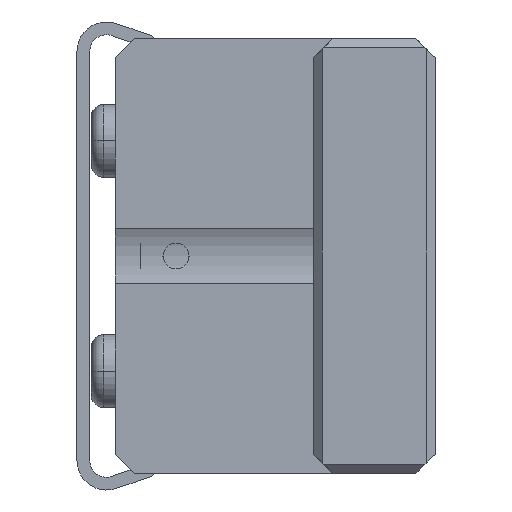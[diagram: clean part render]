
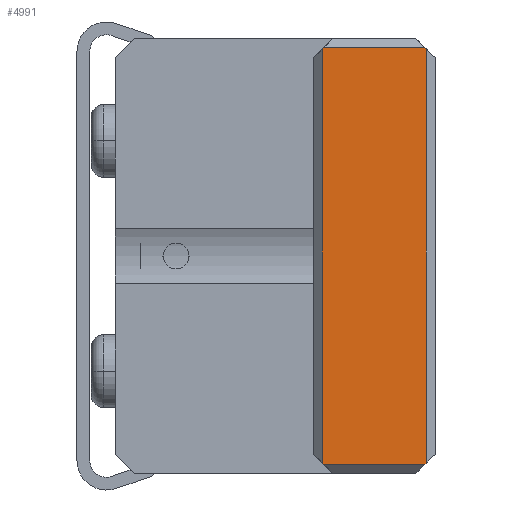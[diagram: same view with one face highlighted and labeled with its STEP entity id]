
A CAD part, left-side view. The second image highlights one B-rep face of the part: STEP entity #4991.
In plain terms, the highlighted planar face has unit normal (-1, 0, 0).
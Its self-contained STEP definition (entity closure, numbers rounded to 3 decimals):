
#35 = CARTESIAN_POINT ( 'NONE',  ( 0., 0.75, -16.25 ) ) ;
#158 = FACE_OUTER_BOUND ( 'NONE', #2822, .T. ) ;
#281 = CARTESIAN_POINT ( 'NONE',  ( 0., 8.8, 0. ) ) ;
#472 = CARTESIAN_POINT ( 'NONE',  ( 0., 0.7, 16.2 ) ) ;
#556 = ORIENTED_EDGE ( 'NONE', *, *, #2760, .F. ) ;
#685 = DIRECTION ( 'NONE',  ( 0., -1., 0. ) ) ;
#724 = CARTESIAN_POINT ( 'NONE',  ( 0., 8.8, -16.2 ) ) ;
#1103 = PLANE ( 'NONE',  #2099 ) ;
#1113 = DIRECTION ( 'NONE',  ( 0., 0., -1. ) ) ;
#1157 = DIRECTION ( 'NONE',  ( 0., 0.707, 0.707 ) ) ;
#1197 = CARTESIAN_POINT ( 'NONE',  ( 0., 0.75, 16.25 ) ) ;
#1209 = VECTOR ( 'NONE', #3577, 1000. ) ;
#1308 = VECTOR ( 'NONE', #2788, 1000. ) ;
#1659 = CARTESIAN_POINT ( 'NONE',  ( 0., 8.8, 16.3 ) ) ;
#1734 = DIRECTION ( 'NONE',  ( 0., 0.707, -0.707 ) ) ;
#1823 = EDGE_CURVE ( 'NONE', #3562, #2841, #2678, .T. ) ;
#1868 = VECTOR ( 'NONE', #4547, 1000. ) ;
#1877 = EDGE_CURVE ( 'NONE', #5939, #5339, #3961, .T. ) ;
#1912 = LINE ( 'NONE', #281, #1868 ) ;
#2017 = CARTESIAN_POINT ( 'NONE',  ( 0., 0.8, 16.3 ) ) ;
#2099 = AXIS2_PLACEMENT_3D ( 'NONE', #1659, #2212, #685 ) ;
#2131 = VERTEX_POINT ( 'NONE', #2462 ) ;
#2150 = DIRECTION ( 'NONE',  ( 0., -0.707, 0.707 ) ) ;
#2212 = DIRECTION ( 'NONE',  ( 1., 0., 0. ) ) ;
#2222 = LINE ( 'NONE', #4330, #2581 ) ;
#2234 = VERTEX_POINT ( 'NONE', #724 ) ;
#2312 = LINE ( 'NONE', #1197, #1308 ) ;
#2434 = CARTESIAN_POINT ( 'NONE',  ( 0., 4.75, 16.3 ) ) ;
#2462 = CARTESIAN_POINT ( 'NONE',  ( 0., 8.7, -16.3 ) ) ;
#2581 = VECTOR ( 'NONE', #1113, 1000. ) ;
#2678 = LINE ( 'NONE', #35, #6694 ) ;
#2753 = CARTESIAN_POINT ( 'NONE',  ( 0., 0.7, -16.2 ) ) ;
#2756 = EDGE_CURVE ( 'NONE', #4838, #5339, #2312, .T. ) ;
#2760 = EDGE_CURVE ( 'NONE', #2131, #2234, #3318, .T. ) ;
#2788 = DIRECTION ( 'NONE',  ( 0., 0.707, 0.707 ) ) ;
#2822 = EDGE_LOOP ( 'NONE', ( #556, #4653, #6784, #5652, #5856, #5196, #4660, #3519 ) ) ;
#2841 = VERTEX_POINT ( 'NONE', #2753 ) ;
#3159 = CARTESIAN_POINT ( 'NONE',  ( 0., 4.75, -16.3 ) ) ;
#3318 = LINE ( 'NONE', #5337, #3419 ) ;
#3419 = VECTOR ( 'NONE', #1157, 1000. ) ;
#3519 = ORIENTED_EDGE ( 'NONE', *, *, #5588, .T. ) ;
#3562 = VERTEX_POINT ( 'NONE', #6019 ) ;
#3577 = DIRECTION ( 'NONE',  ( 0., -1., 0. ) ) ;
#3909 = EDGE_CURVE ( 'NONE', #5939, #6625, #6459, .T. ) ;
#3960 = VECTOR ( 'NONE', #5469, 1000. ) ;
#3961 = LINE ( 'NONE', #2434, #3960 ) ;
#4237 = EDGE_CURVE ( 'NONE', #2131, #3562, #6189, .T. ) ;
#4330 = CARTESIAN_POINT ( 'NONE',  ( 0., 0.7, 0. ) ) ;
#4364 = CARTESIAN_POINT ( 'NONE',  ( 0., 8.7, 16.3 ) ) ;
#4547 = DIRECTION ( 'NONE',  ( 0., 0., -1. ) ) ;
#4653 = ORIENTED_EDGE ( 'NONE', *, *, #4237, .T. ) ;
#4660 = ORIENTED_EDGE ( 'NONE', *, *, #3909, .T. ) ;
#4838 = VERTEX_POINT ( 'NONE', #472 ) ;
#4843 = VECTOR ( 'NONE', #1734, 1000. ) ;
#4991 = ADVANCED_FACE ( 'NONE', ( #158 ), #1103, .F. ) ;
#5196 = ORIENTED_EDGE ( 'NONE', *, *, #1877, .F. ) ;
#5337 = CARTESIAN_POINT ( 'NONE',  ( 0., 9.5, -15.5 ) ) ;
#5339 = VERTEX_POINT ( 'NONE', #2017 ) ;
#5469 = DIRECTION ( 'NONE',  ( 0., -1., 0. ) ) ;
#5588 = EDGE_CURVE ( 'NONE', #6625, #2234, #1912, .T. ) ;
#5652 = ORIENTED_EDGE ( 'NONE', *, *, #6037, .F. ) ;
#5856 = ORIENTED_EDGE ( 'NONE', *, *, #2756, .T. ) ;
#5869 = CARTESIAN_POINT ( 'NONE',  ( 0., 8.75, 16.25 ) ) ;
#5881 = CARTESIAN_POINT ( 'NONE',  ( 0., 8.8, 16.2 ) ) ;
#5939 = VERTEX_POINT ( 'NONE', #4364 ) ;
#6019 = CARTESIAN_POINT ( 'NONE',  ( 0., 0.8, -16.3 ) ) ;
#6037 = EDGE_CURVE ( 'NONE', #4838, #2841, #2222, .T. ) ;
#6189 = LINE ( 'NONE', #3159, #1209 ) ;
#6459 = LINE ( 'NONE', #5869, #4843 ) ;
#6625 = VERTEX_POINT ( 'NONE', #5881 ) ;
#6694 = VECTOR ( 'NONE', #2150, 1000. ) ;
#6784 = ORIENTED_EDGE ( 'NONE', *, *, #1823, .T. ) ;
